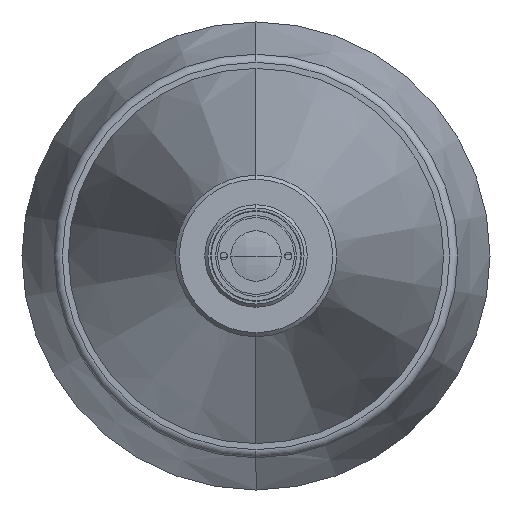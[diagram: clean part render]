
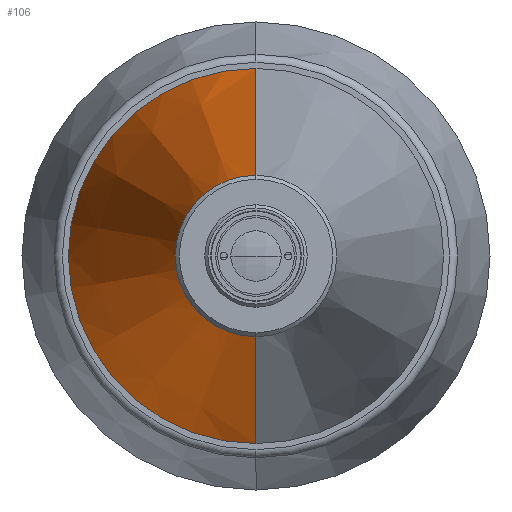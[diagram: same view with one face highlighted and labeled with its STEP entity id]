
A CAD part, left-side view. The second image highlights one B-rep face of the part: STEP entity #106.
In plain terms, the highlighted conical face has half-angle 13.358 degrees and reference radius 46.5 mm.
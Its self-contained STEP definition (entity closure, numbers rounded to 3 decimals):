
#83 = EDGE_LOOP ( 'NONE', ( #84, #85, #113, #119 ) ) ;
#84 = ORIENTED_EDGE ( 'NONE', *, *, #455, .T. ) ;
#85 = ORIENTED_EDGE ( 'NONE', *, *, #95, .T. ) ;
#94 = EDGE_CURVE ( 'NONE', #184, #96, #997, .T. ) ;
#95 = EDGE_CURVE ( 'NONE', #456, #184, #995, .T. ) ;
#96 = VERTEX_POINT ( 'NONE', #1041 ) ;
#106 = ADVANCED_FACE ( 'NONE', ( #1072 ), #1070, .T. ) ;
#107 = EDGE_CURVE ( 'NONE', #457, #96, #1114, .T. ) ;
#113 = ORIENTED_EDGE ( 'NONE', *, *, #94, .T. ) ;
#119 = ORIENTED_EDGE ( 'NONE', *, *, #107, .F. ) ;
#184 = VERTEX_POINT ( 'NONE', #1265 ) ;
#455 = EDGE_CURVE ( 'NONE', #457, #456, #2200, .T. ) ;
#456 = VERTEX_POINT ( 'NONE', #2159 ) ;
#457 = VERTEX_POINT ( 'NONE', #2158 ) ;
#994 = CARTESIAN_POINT ( 'NONE',  ( 179.687, 0., 46.5 ) ) ;
#995 = LINE ( 'NONE', #994, #1040 ) ;
#997 = CIRCLE ( 'NONE', #1052, 46.5 ) ;
#1036 = AXIS2_PLACEMENT_3D ( 'NONE', #1053, #1077, #1116 ) ;
#1039 = DIRECTION ( 'NONE',  ( 0.973, 0., 0.231 ) ) ;
#1040 = VECTOR ( 'NONE', #1039, 1000. ) ;
#1041 = CARTESIAN_POINT ( 'NONE',  ( 179.687, 0., -46.5 ) ) ;
#1043 = DIRECTION ( 'NONE',  ( 0., 0., -1. ) ) ;
#1044 = DIRECTION ( 'NONE',  ( -1., 0., 0. ) ) ;
#1045 = CARTESIAN_POINT ( 'NONE',  ( 179.687, 0., 0. ) ) ;
#1052 = AXIS2_PLACEMENT_3D ( 'NONE', #1045, #1044, #1043 ) ;
#1053 = CARTESIAN_POINT ( 'NONE',  ( 179.687, 0., 0. ) ) ;
#1070 = CONICAL_SURFACE ( 'NONE', #1036, 46.5, 0.233 ) ;
#1072 = FACE_OUTER_BOUND ( 'NONE', #83, .T. ) ;
#1077 = DIRECTION ( 'NONE',  ( 1., 0., 0. ) ) ;
#1110 = DIRECTION ( 'NONE',  ( 0.973, 0., -0.231 ) ) ;
#1111 = VECTOR ( 'NONE', #1110, 1000. ) ;
#1114 = LINE ( 'NONE', #1115, #1111 ) ;
#1115 = CARTESIAN_POINT ( 'NONE',  ( 179.687, 0., -46.5 ) ) ;
#1116 = DIRECTION ( 'NONE',  ( 0., 0., -1. ) ) ;
#1265 = CARTESIAN_POINT ( 'NONE',  ( 179.687, 0., 46.5 ) ) ;
#2158 = CARTESIAN_POINT ( 'NONE',  ( 65.738, 0., -19.441 ) ) ;
#2159 = CARTESIAN_POINT ( 'NONE',  ( 65.738, 0., 19.441 ) ) ;
#2194 = DIRECTION ( 'NONE',  ( 0., 0., 1. ) ) ;
#2195 = DIRECTION ( 'NONE',  ( 1., 0., 0. ) ) ;
#2196 = CARTESIAN_POINT ( 'NONE',  ( 65.738, 0., 0. ) ) ;
#2197 = AXIS2_PLACEMENT_3D ( 'NONE', #2196, #2195, #2194 ) ;
#2200 = CIRCLE ( 'NONE', #2197, 19.441 ) ;
